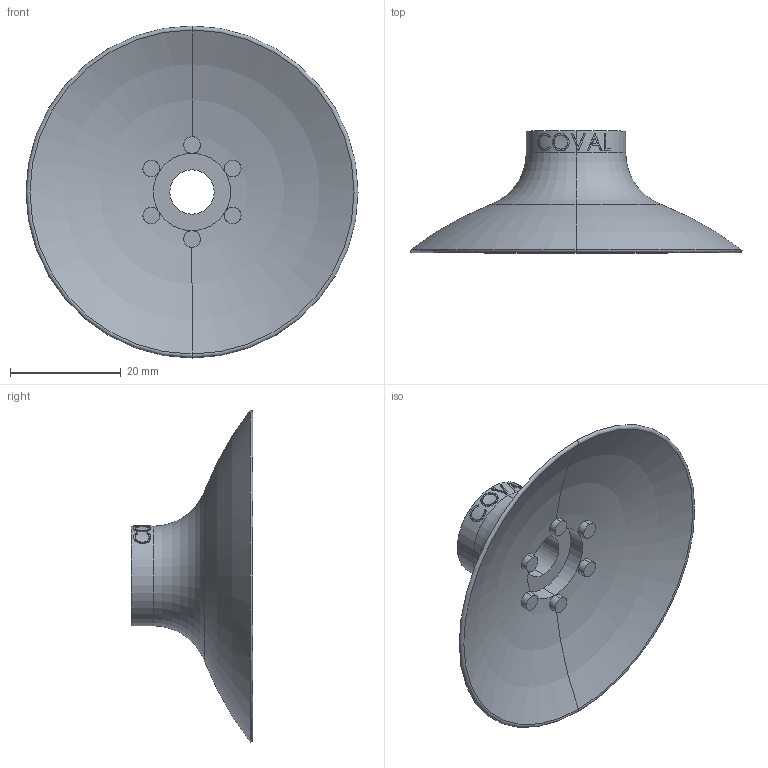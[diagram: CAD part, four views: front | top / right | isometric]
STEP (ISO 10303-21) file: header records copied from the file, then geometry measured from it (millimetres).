
FILE_DESCRIPTION(('STEP AP214'),'1');
FILE_NAME('COVAL_VP60SIT5.stp','2017-12-27T16:18:33',('TraceParts'),('TraceParts S.A.'),'Spatial InterOp 3D',' ',' ');
FILE_SCHEMA(('automotive_design'));
Length unit declared in the file: millimetre
Products named in the file (1): COVAL_VP60SIT5
Bounding box: 60 x 22 x 60 mm (x, y, z)
Volume: 10490.2 mm3; surface area: 7203.1 mm2
Topology: 1 solids, 1 shells, 85 faces, 211 edges, 134 vertices
Faces by surface type: bspline 29, cylinder 26, plane 22, torus 8
Entity records: 8140 total; most frequent: CARTESIAN_POINT 5679, ORIENTED_EDGE 422, DIRECTION 274, EDGE_CURVE 211, VERTEX_POINT 134, AXIS2_PLACEMENT_3D 121, B_SPLINE_CURVE_WITH_KNOTS 115, EDGE_LOOP 93
